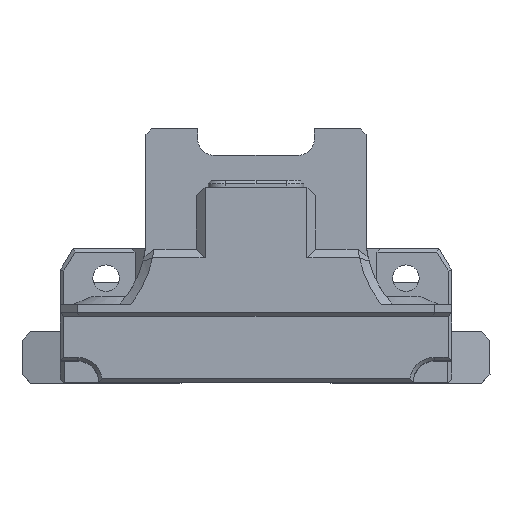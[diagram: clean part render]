
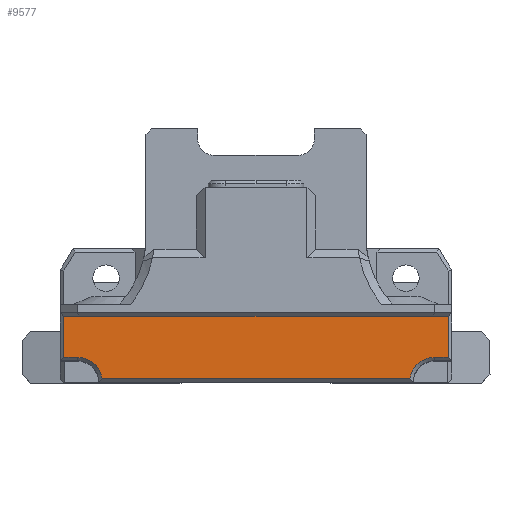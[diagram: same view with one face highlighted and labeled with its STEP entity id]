
A CAD part, top view. The second image highlights one B-rep face of the part: STEP entity #9577.
In plain terms, the highlighted face is planar.
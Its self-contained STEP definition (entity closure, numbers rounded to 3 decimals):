
#236=CIRCLE('',#10163,2.9);
#238=CIRCLE('',#10167,2.9);
#746=FACE_OUTER_BOUND('',#1289,.T.);
#1289=EDGE_LOOP('',(#8250,#8251,#8252,#8253,#8254,#8255,#8256,#8257));
#2313=LINE('',#15193,#3496);
#2317=LINE('',#15206,#3500);
#2344=LINE('',#15273,#3527);
#2421=LINE('',#15451,#3604);
#2424=LINE('',#15457,#3607);
#2425=LINE('',#15458,#3608);
#3496=VECTOR('',#12243,10.);
#3500=VECTOR('',#12257,10.);
#3527=VECTOR('',#12328,10.);
#3604=VECTOR('',#12513,10.);
#3607=VECTOR('',#12518,10.);
#3608=VECTOR('',#12519,10.);
#4465=VERTEX_POINT('',#15186);
#4466=VERTEX_POINT('',#15188);
#4467=VERTEX_POINT('',#15192);
#4470=VERTEX_POINT('',#15200);
#4471=VERTEX_POINT('',#15202);
#4488=VERTEX_POINT('',#15266);
#4536=VERTEX_POINT('',#15450);
#4538=VERTEX_POINT('',#15456);
#5683=EDGE_CURVE('',#4466,#4465,#236,.T.);
#5685=EDGE_CURVE('',#4467,#4466,#2313,.T.);
#5690=EDGE_CURVE('',#4470,#4471,#238,.T.);
#5692=EDGE_CURVE('',#4471,#4465,#2317,.T.);
#5725=EDGE_CURVE('',#4488,#4467,#2344,.T.);
#5813=EDGE_CURVE('',#4536,#4470,#2421,.T.);
#5816=EDGE_CURVE('',#4538,#4536,#2424,.T.);
#5817=EDGE_CURVE('',#4538,#4488,#2425,.F.);
#8250=ORIENTED_EDGE('',*,*,#5692,.F.);
#8251=ORIENTED_EDGE('',*,*,#5690,.F.);
#8252=ORIENTED_EDGE('',*,*,#5813,.F.);
#8253=ORIENTED_EDGE('',*,*,#5816,.F.);
#8254=ORIENTED_EDGE('',*,*,#5817,.T.);
#8255=ORIENTED_EDGE('',*,*,#5725,.T.);
#8256=ORIENTED_EDGE('',*,*,#5685,.T.);
#8257=ORIENTED_EDGE('',*,*,#5683,.T.);
#9082=PLANE('',#10246);
#9577=ADVANCED_FACE('',(#746),#9082,.T.);
#10163=AXIS2_PLACEMENT_3D('',#15189,#12238,#12239);
#10167=AXIS2_PLACEMENT_3D('',#15203,#12251,#12252);
#10246=AXIS2_PLACEMENT_3D('',#15455,#12516,#12517);
#12238=DIRECTION('center_axis',(0.,1.,0.));
#12239=DIRECTION('ref_axis',(1.,0.,0.));
#12243=DIRECTION('',(1.,0.,0.));
#12251=DIRECTION('center_axis',(0.,-1.,0.));
#12252=DIRECTION('ref_axis',(-1.,0.,0.));
#12257=DIRECTION('',(-1.,0.,0.));
#12328=DIRECTION('',(0.,0.,-1.));
#12513=DIRECTION('',(-1.,0.,0.));
#12516=DIRECTION('center_axis',(0.,-1.,0.));
#12517=DIRECTION('ref_axis',(1.,0.,0.));
#12518=DIRECTION('',(0.,0.,-1.));
#12519=DIRECTION('',(1.,0.,0.));
#15186=CARTESIAN_POINT('',(-17.985,-64.2,12.55));
#15188=CARTESIAN_POINT('',(-20.857,-64.2,15.05));
#15189=CARTESIAN_POINT('Origin',(-20.857,-64.2,12.15));
#15192=CARTESIAN_POINT('',(-22.457,-64.2,15.05));
#15193=CARTESIAN_POINT('',(-0.759,-64.2,15.05));
#15200=CARTESIAN_POINT('',(20.828,-64.2,15.05));
#15202=CARTESIAN_POINT('',(17.955,-64.2,12.55));
#15203=CARTESIAN_POINT('Origin',(20.828,-64.2,12.15));
#15206=CARTESIAN_POINT('',(2.691,-64.2,12.55));
#15266=CARTESIAN_POINT('',(-22.457,-64.2,19.85));
#15273=CARTESIAN_POINT('',(-22.457,-64.2,13.148));
#15450=CARTESIAN_POINT('',(22.428,-64.2,15.05));
#15451=CARTESIAN_POINT('',(0.729,-64.2,15.05));
#15455=CARTESIAN_POINT('Origin',(6.13,-64.2,13.146));
#15456=CARTESIAN_POINT('',(22.428,-64.2,19.85));
#15457=CARTESIAN_POINT('',(22.428,-64.2,13.148));
#15458=CARTESIAN_POINT('',(3.065,-64.2,19.85));
